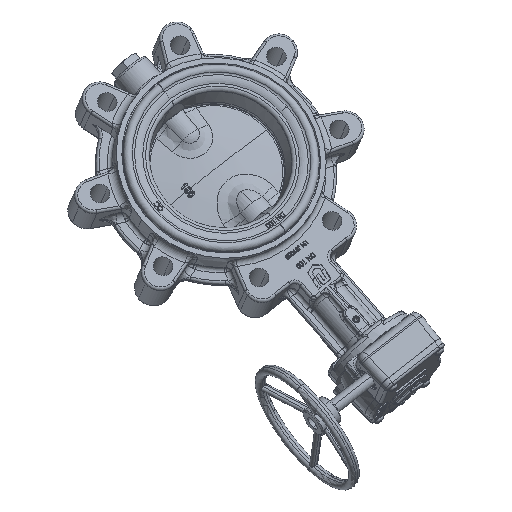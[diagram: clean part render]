
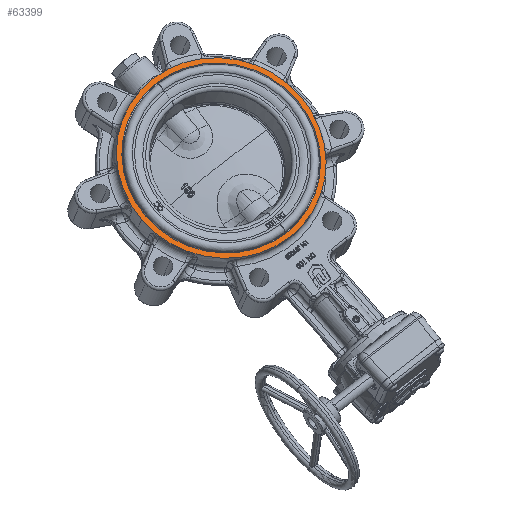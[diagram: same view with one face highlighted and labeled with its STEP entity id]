
A CAD part, top view. The second image highlights one B-rep face of the part: STEP entity #63399.
In plain terms, the highlighted face is planar.
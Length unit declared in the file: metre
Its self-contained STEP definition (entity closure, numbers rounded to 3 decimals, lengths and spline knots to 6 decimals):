
#2211 = CARTESIAN_POINT ( 'NONE',  ( -0.026, 0., -0.071 ) ) ;
#8819 = EDGE_LOOP ( 'NONE', ( #96354, #17550 ) ) ;
#16015 = AXIS2_PLACEMENT_3D ( 'NONE', #30114, #29425, #61154 ) ;
#17550 = ORIENTED_EDGE ( 'NONE', *, *, #19035, .T. ) ;
#18919 = CIRCLE ( 'NONE', #77134, 0.071 ) ;
#19035 = EDGE_CURVE ( 'NONE', #52045, #86249, #71618, .T. ) ;
#24944 = CARTESIAN_POINT ( 'NONE',  ( -0.026, 0., 0. ) ) ;
#26128 = DIRECTION ( 'NONE',  ( 0., 0., -1. ) ) ;
#27232 = AXIS2_PLACEMENT_3D ( 'NONE', #75656, #108007, #65515 ) ;
#29425 = DIRECTION ( 'NONE',  ( -1., 0., 0. ) ) ;
#30114 = CARTESIAN_POINT ( 'NONE',  ( -0.026, 0., 0. ) ) ;
#41533 = EDGE_CURVE ( 'NONE', #86249, #52045, #18919, .T. ) ;
#48410 = CIRCLE ( 'NONE', #16015, 0.075 ) ;
#52045 = VERTEX_POINT ( 'NONE', #2211 ) ;
#52186 = CARTESIAN_POINT ( 'NONE',  ( -0.026, 0., 0.075 ) ) ;
#53509 = DIRECTION ( 'NONE',  ( 1., 0., 0. ) ) ;
#56506 = FACE_BOUND ( 'NONE', #8819, .T. ) ;
#57773 = CARTESIAN_POINT ( 'NONE',  ( -0.026, 0., -0.075 ) ) ;
#58642 = VERTEX_POINT ( 'NONE', #52186 ) ;
#59160 = FACE_OUTER_BOUND ( 'NONE', #82066, .T. ) ;
#61154 = DIRECTION ( 'NONE',  ( 0., 0., 1. ) ) ;
#63399 = ADVANCED_FACE ( 'NONE', ( #56506, #59160 ), #118583, .F. ) ;
#64140 = CARTESIAN_POINT ( 'NONE',  ( -0.026, 0., 0.071 ) ) ;
#65515 = DIRECTION ( 'NONE',  ( 0., 0., 1. ) ) ;
#66517 = AXIS2_PLACEMENT_3D ( 'NONE', #76718, #67949, #26128 ) ;
#67949 = DIRECTION ( 'NONE',  ( 1., 0., 0. ) ) ;
#70102 = EDGE_CURVE ( 'NONE', #58642, #118232, #107019, .T. ) ;
#71618 = CIRCLE ( 'NONE', #123351, 0.071 ) ;
#73607 = DIRECTION ( 'NONE',  ( 1., 0., 0. ) ) ;
#74277 = ORIENTED_EDGE ( 'NONE', *, *, #70102, .T. ) ;
#75656 = CARTESIAN_POINT ( 'NONE',  ( -0.026, 0., 0. ) ) ;
#76718 = CARTESIAN_POINT ( 'NONE',  ( -0.026, 0.075, 0. ) ) ;
#77134 = AXIS2_PLACEMENT_3D ( 'NONE', #94018, #53509, #105479 ) ;
#81889 = ORIENTED_EDGE ( 'NONE', *, *, #99491, .T. ) ;
#82066 = EDGE_LOOP ( 'NONE', ( #74277, #81889 ) ) ;
#86249 = VERTEX_POINT ( 'NONE', #64140 ) ;
#94018 = CARTESIAN_POINT ( 'NONE',  ( -0.026, 0., 0. ) ) ;
#95212 = DIRECTION ( 'NONE',  ( 0., 0., -1. ) ) ;
#96354 = ORIENTED_EDGE ( 'NONE', *, *, #41533, .T. ) ;
#99491 = EDGE_CURVE ( 'NONE', #118232, #58642, #48410, .T. ) ;
#105479 = DIRECTION ( 'NONE',  ( 0., 0., -1. ) ) ;
#107019 = CIRCLE ( 'NONE', #27232, 0.075 ) ;
#108007 = DIRECTION ( 'NONE',  ( -1., 0., 0. ) ) ;
#118232 = VERTEX_POINT ( 'NONE', #57773 ) ;
#118583 = PLANE ( 'NONE',  #66517 ) ;
#123351 = AXIS2_PLACEMENT_3D ( 'NONE', #24944, #73607, #95212 ) ;
